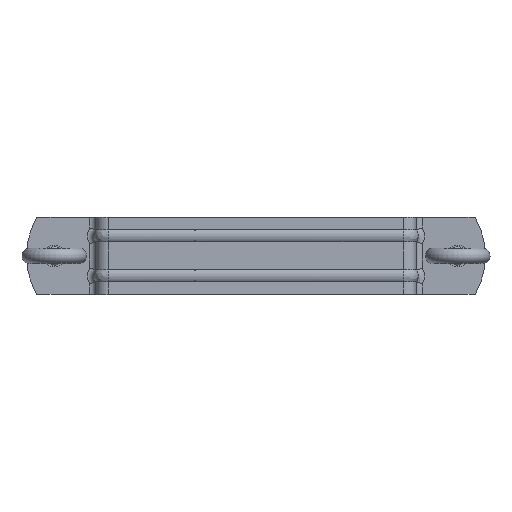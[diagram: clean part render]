
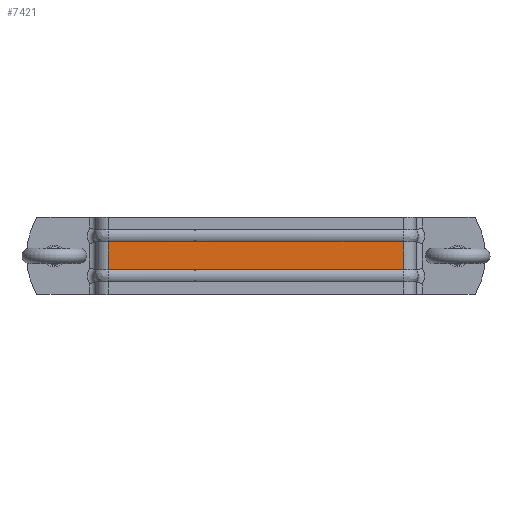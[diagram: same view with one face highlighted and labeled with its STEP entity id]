
A CAD part, top view. The second image highlights one B-rep face of the part: STEP entity #7421.
In plain terms, the highlighted planar face has unit normal (0, 0, 1).
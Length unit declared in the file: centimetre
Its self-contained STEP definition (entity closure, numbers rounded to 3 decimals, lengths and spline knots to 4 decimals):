
#254=PLANE('',#8150);
#945=FACE_OUTER_BOUND('',#1436,.T.);
#1436=EDGE_LOOP('',(#6188,#6189,#6190,#6191,#6192,#6193));
#1908=LINE('',#14815,#2352);
#1909=LINE('',#14829,#2353);
#1910=LINE('',#14830,#2354);
#1911=LINE('',#14832,#2355);
#1912=LINE('',#14834,#2356);
#1913=LINE('',#14835,#2357);
#2352=VECTOR('',#9837,1.);
#2353=VECTOR('',#9846,1.);
#2354=VECTOR('',#9847,1.);
#2355=VECTOR('',#9848,1.);
#2356=VECTOR('',#9849,1.);
#2357=VECTOR('',#9850,1.);
#3359=VERTEX_POINT('',#14813);
#3360=VERTEX_POINT('',#14814);
#3362=VERTEX_POINT('',#14827);
#3363=VERTEX_POINT('',#14828);
#3364=VERTEX_POINT('',#14831);
#3365=VERTEX_POINT('',#14833);
#4323=EDGE_CURVE('',#3359,#3360,#1908,.T.);
#4328=EDGE_CURVE('',#3362,#3363,#1909,.T.);
#4329=EDGE_CURVE('',#3360,#3363,#1910,.T.);
#4330=EDGE_CURVE('',#3359,#3364,#1911,.T.);
#4331=EDGE_CURVE('',#3364,#3365,#1912,.T.);
#4332=EDGE_CURVE('',#3362,#3365,#1913,.T.);
#6188=ORIENTED_EDGE('',*,*,#4328,.T.);
#6189=ORIENTED_EDGE('',*,*,#4329,.F.);
#6190=ORIENTED_EDGE('',*,*,#4323,.F.);
#6191=ORIENTED_EDGE('',*,*,#4330,.T.);
#6192=ORIENTED_EDGE('',*,*,#4331,.T.);
#6193=ORIENTED_EDGE('',*,*,#4332,.F.);
#7421=ADVANCED_FACE('',(#945),#254,.T.);
#8150=AXIS2_PLACEMENT_3D('',#14826,#9844,#9845);
#9837=DIRECTION('',(-1.,0.,0.));
#9844=DIRECTION('center_axis',(0.,0.,1.));
#9845=DIRECTION('ref_axis',(0.,1.,0.));
#9846=DIRECTION('',(-1.,0.,0.));
#9847=DIRECTION('',(0.,1.,0.));
#9848=DIRECTION('',(0.,1.,0.));
#9849=DIRECTION('',(-1.,0.,0.));
#9850=DIRECTION('',(1.,0.,0.));
#14813=CARTESIAN_POINT('',(19.2593,288.1854,180.5526));
#14814=CARTESIAN_POINT('',(-76.7407,288.1854,180.5526));
#14815=CARTESIAN_POINT('',(19.2593,288.1854,180.5526));
#14826=CARTESIAN_POINT('Origin',(19.2593,288.1854,180.5526));
#14827=CARTESIAN_POINT('',(-48.7407,297.2611,180.5526));
#14828=CARTESIAN_POINT('',(-76.7407,297.2611,180.5526));
#14829=CARTESIAN_POINT('',(19.2593,297.2611,180.5526));
#14830=CARTESIAN_POINT('',(-76.7407,297.2611,180.5526));
#14831=CARTESIAN_POINT('',(19.2593,297.2611,180.5526));
#14832=CARTESIAN_POINT('',(19.2593,297.2611,180.5526));
#14833=CARTESIAN_POINT('',(-1.1342,297.2611,180.5526));
#14834=CARTESIAN_POINT('',(19.2593,297.2611,180.5526));
#14835=CARTESIAN_POINT('',(-48.7407,297.2611,180.5526));
